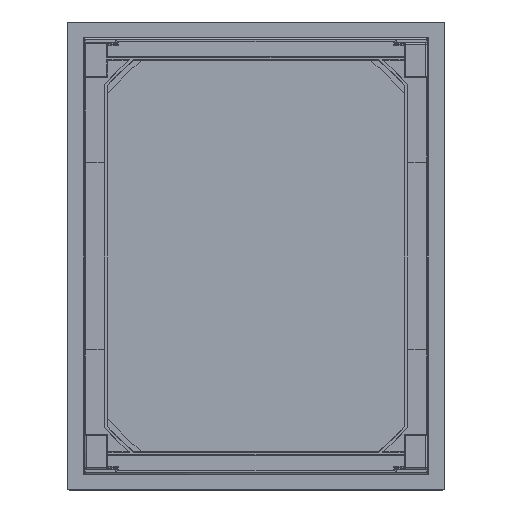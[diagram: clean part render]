
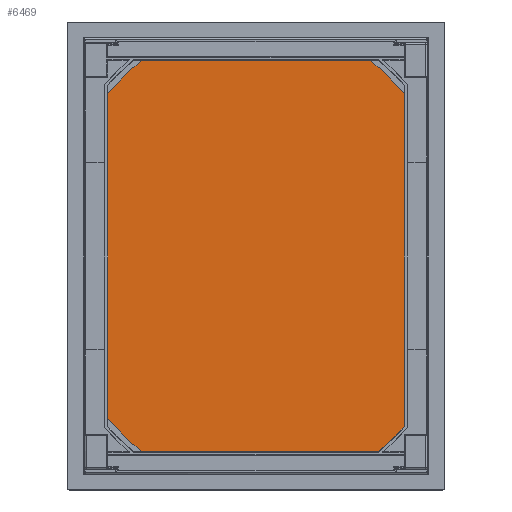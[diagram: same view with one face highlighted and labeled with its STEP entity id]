
A CAD part, front view. The second image highlights one B-rep face of the part: STEP entity #6469.
In plain terms, the highlighted planar face has unit normal (0, -1, 0).
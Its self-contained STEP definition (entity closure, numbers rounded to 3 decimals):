
#4 = VERTEX_POINT ( 'NONE', #6635 ) ;
#51 = FACE_OUTER_BOUND ( 'NONE', #2145, .T. ) ;
#97 = CARTESIAN_POINT ( 'NONE',  ( -96., 0., -122.5 ) ) ;
#436 = EDGE_CURVE ( 'NONE', #7154, #4, #1022, .T. ) ;
#775 = DIRECTION ( 'NONE',  ( 1., 0., 0. ) ) ;
#1019 = CARTESIAN_POINT ( 'NONE',  ( -96., 0., -122.5 ) ) ;
#1022 = LINE ( 'NONE', #7895, #3460 ) ;
#1758 = AXIS2_PLACEMENT_3D ( 'NONE', #7258, #4040, #2627 ) ;
#1832 = ORIENTED_EDGE ( 'NONE', *, *, #8358, .F. ) ;
#1900 = ORIENTED_EDGE ( 'NONE', *, *, #436, .F. ) ;
#1943 = VERTEX_POINT ( 'NONE', #1019 ) ;
#2145 = EDGE_LOOP ( 'NONE', ( #2830, #2228, #1832, #1900 ) ) ;
#2228 = ORIENTED_EDGE ( 'NONE', *, *, #2979, .F. ) ;
#2440 = DIRECTION ( 'NONE',  ( -1., 0., 0. ) ) ;
#2527 = VERTEX_POINT ( 'NONE', #8191 ) ;
#2627 = DIRECTION ( 'NONE',  ( 0., 0., 1. ) ) ;
#2713 = DIRECTION ( 'NONE',  ( 0., 0., 1. ) ) ;
#2830 = ORIENTED_EDGE ( 'NONE', *, *, #6511, .F. ) ;
#2979 = EDGE_CURVE ( 'NONE', #2527, #1943, #8311, .T. ) ;
#3369 = DIRECTION ( 'NONE',  ( 0., 0., -1. ) ) ;
#3411 = CARTESIAN_POINT ( 'NONE',  ( -96., 0., 122.5 ) ) ;
#3460 = VECTOR ( 'NONE', #775, 1000. ) ;
#3937 = VECTOR ( 'NONE', #2713, 1000. ) ;
#4040 = DIRECTION ( 'NONE',  ( 0., 1., 0. ) ) ;
#4210 = VECTOR ( 'NONE', #2440, 1000. ) ;
#4640 = PLANE ( 'NONE',  #1758 ) ;
#5958 = LINE ( 'NONE', #97, #3937 ) ;
#5981 = CARTESIAN_POINT ( 'NONE',  ( 96., 0., -122.5 ) ) ;
#6213 = VECTOR ( 'NONE', #3369, 1000. ) ;
#6344 = CARTESIAN_POINT ( 'NONE',  ( -96., 0., -122.5 ) ) ;
#6469 = ADVANCED_FACE ( 'NONE', ( #51 ), #4640, .F. ) ;
#6511 = EDGE_CURVE ( 'NONE', #1943, #7154, #5958, .T. ) ;
#6634 = LINE ( 'NONE', #5981, #6213 ) ;
#6635 = CARTESIAN_POINT ( 'NONE',  ( 96., 0., 122.5 ) ) ;
#7154 = VERTEX_POINT ( 'NONE', #3411 ) ;
#7258 = CARTESIAN_POINT ( 'NONE',  ( -96., 0., 122.5 ) ) ;
#7895 = CARTESIAN_POINT ( 'NONE',  ( -96., 0., 122.5 ) ) ;
#8191 = CARTESIAN_POINT ( 'NONE',  ( 96., 0., -122.5 ) ) ;
#8311 = LINE ( 'NONE', #6344, #4210 ) ;
#8358 = EDGE_CURVE ( 'NONE', #4, #2527, #6634, .T. ) ;
